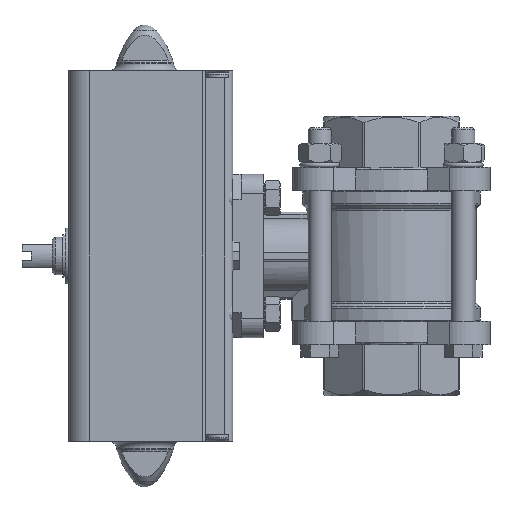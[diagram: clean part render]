
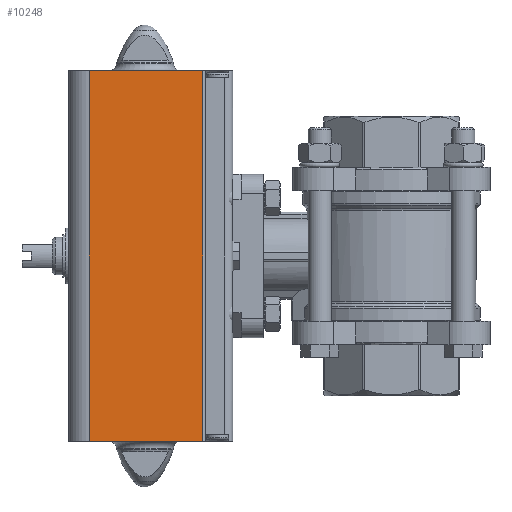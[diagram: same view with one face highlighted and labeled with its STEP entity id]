
A CAD part, left-side view. The second image highlights one B-rep face of the part: STEP entity #10248.
In plain terms, the highlighted planar face has unit normal (-1, 0, 0).
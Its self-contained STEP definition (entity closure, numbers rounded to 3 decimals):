
#2940=ORIENTED_EDGE('',*,*,#4849,.T.);
#2941=ORIENTED_EDGE('',*,*,#4850,.F.);
#2942=ORIENTED_EDGE('',*,*,#4851,.F.);
#2943=ORIENTED_EDGE('',*,*,#4852,.T.);
#4849=EDGE_CURVE('',#5947,#5948,#6752,.T.);
#4850=EDGE_CURVE('',#5949,#5948,#6753,.T.);
#4851=EDGE_CURVE('',#5950,#5949,#6754,.T.);
#4852=EDGE_CURVE('',#5950,#5947,#6755,.T.);
#5947=VERTEX_POINT('',#17507);
#5948=VERTEX_POINT('',#17508);
#5949=VERTEX_POINT('',#17510);
#5950=VERTEX_POINT('',#17512);
#6752=LINE('',#17506,#7511);
#6753=LINE('',#17509,#7512);
#6754=LINE('',#17511,#7513);
#6755=LINE('',#17513,#7514);
#7511=VECTOR('',#13581,1000.);
#7512=VECTOR('',#13582,1000.);
#7513=VECTOR('',#13583,1000.);
#7514=VECTOR('',#13584,1000.);
#8290=EDGE_LOOP('',(#2940,#2941,#2942,#2943));
#9154=FACE_BOUND('',#8290,.T.);
#9721=PLANE('',#11263);
#10248=ADVANCED_FACE('',(#9154),#9721,.F.);
#11263=AXIS2_PLACEMENT_3D('',#17505,#13579,#13580);
#13579=DIRECTION('',(1.,0.,0.));
#13580=DIRECTION('',(0.,0.,-1.));
#13581=DIRECTION('',(0.,-1.,0.));
#13582=DIRECTION('',(0.,0.,-1.));
#13583=DIRECTION('',(0.,-1.,0.));
#13584=DIRECTION('',(0.,0.,-1.));
#17505=CARTESIAN_POINT('',(-32.7,23.9,79.5));
#17506=CARTESIAN_POINT('',(-32.7,23.9,-79.5));
#17507=CARTESIAN_POINT('',(-32.7,23.9,-79.5));
#17508=CARTESIAN_POINT('',(-32.7,-24.7,-79.5));
#17509=CARTESIAN_POINT('',(-32.7,-24.7,79.5));
#17510=CARTESIAN_POINT('',(-32.7,-24.7,79.5));
#17511=CARTESIAN_POINT('',(-32.7,23.9,79.5));
#17512=CARTESIAN_POINT('',(-32.7,23.9,79.5));
#17513=CARTESIAN_POINT('',(-32.7,23.9,79.5));
